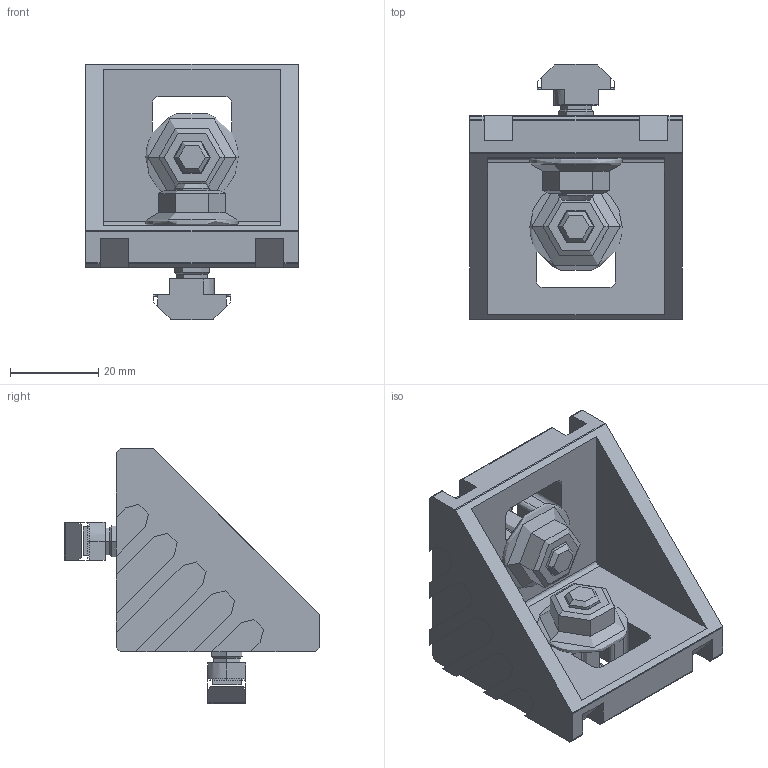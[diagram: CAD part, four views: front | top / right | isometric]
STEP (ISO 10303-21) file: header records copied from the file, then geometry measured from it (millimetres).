
FILE_DESCRIPTION (( 'STEP AP203' ), '1' );
FILE_NAME ('3_842_530_259_Bosch.step', '2024-06-04T12:53:56', ( '' ), ( '' ), 'SwSTEP 2.0', 'SolidWorks 2014', '' );
FILE_SCHEMA (( 'CONFIG_CONTROL_DESIGN' ));
Length unit declared in the file: millimetre
Products named in the file (1): 3_842_530_259_Bosch
Bounding box: 48 x 57.7 x 57.7 mm (x, y, z)
Topology: 0 solids, 13 shells, 471 faces, 1354 edges, 888 vertices
Faces by surface type: plane 334, cylinder 109, cone 24, torus 4
Full cylindrical faces by diameter (mm): 1 x4, 2 x8
Entity records: 15367 total; most frequent: CARTESIAN_POINT 3194, ORIENTED_EDGE 2724, DIRECTION 2368, EDGE_CURVE 1362, VECTOR 948, LINE 948, VERTEX_POINT 888, AXIS2_PLACEMENT_3D 710
